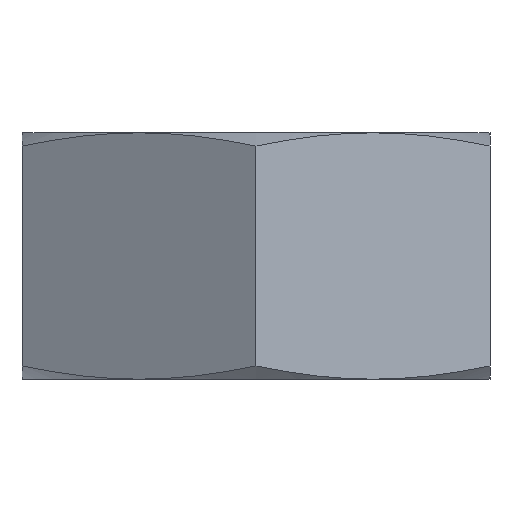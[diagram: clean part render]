
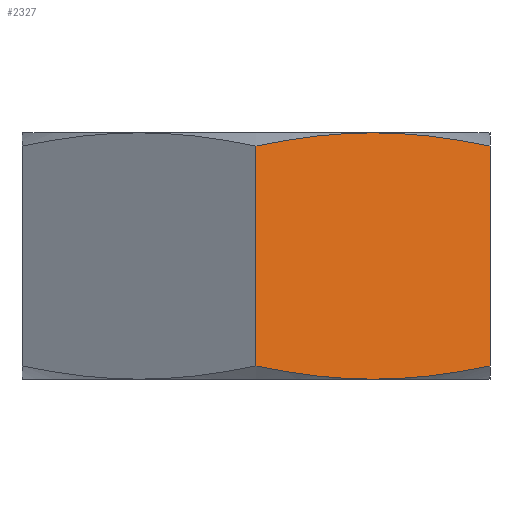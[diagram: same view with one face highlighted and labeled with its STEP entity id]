
A CAD part, front view. The second image highlights one B-rep face of the part: STEP entity #2327.
In plain terms, the highlighted planar face has unit normal (0.5, -0.866, 0).
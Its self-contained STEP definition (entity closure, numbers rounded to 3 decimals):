
#163 = CARTESIAN_POINT ( 'NONE',  ( 4.75, -8.227, -5. ) ) ;
#172 = DIRECTION ( 'NONE',  ( 0., 0., -1. ) ) ;
#198 = CARTESIAN_POINT ( 'NONE',  ( 0., -10.97, -4.465 ) ) ;
#280 = CARTESIAN_POINT ( 'NONE',  ( 1.583, -10.056, 4.767 ) ) ;
#296 = CARTESIAN_POINT ( 'NONE',  ( 0., -10.97, 4.465 ) ) ;
#297 = CARTESIAN_POINT ( 'NONE',  ( 7.917, -6.399, 4.767 ) ) ;
#346 = EDGE_CURVE ( 'NONE', #2773, #784, #1208, .T. ) ;
#357 = CARTESIAN_POINT ( 'NONE',  ( 5.542, -7.77, -5. ) ) ;
#374 = CARTESIAN_POINT ( 'NONE',  ( 9.5, -5.485, -4.465 ) ) ;
#406 = ORIENTED_EDGE ( 'NONE', *, *, #779, .F. ) ;
#408 = CARTESIAN_POINT ( 'NONE',  ( 6.333, -7.313, -4.951 ) ) ;
#582 = EDGE_CURVE ( 'NONE', #3213, #872, #2476, .T. ) ;
#705 = CARTESIAN_POINT ( 'NONE',  ( 0., -10.97, 5. ) ) ;
#779 = EDGE_CURVE ( 'NONE', #784, #872, #1451, .T. ) ;
#784 = VERTEX_POINT ( 'NONE', #3233 ) ;
#831 = CARTESIAN_POINT ( 'NONE',  ( 0., -10.97, 5. ) ) ;
#841 = CARTESIAN_POINT ( 'NONE',  ( 4.75, -8.227, 5. ) ) ;
#872 = VERTEX_POINT ( 'NONE', #2521 ) ;
#916 = EDGE_CURVE ( 'NONE', #2468, #2773, #1732, .T. ) ;
#987 = VECTOR ( 'NONE', #1031, 1000. ) ;
#1018 = CARTESIAN_POINT ( 'NONE',  ( 3.958, -8.684, 5. ) ) ;
#1031 = DIRECTION ( 'NONE',  ( 0., 0., -1. ) ) ;
#1039 = CARTESIAN_POINT ( 'NONE',  ( 8.708, -5.942, 4.631 ) ) ;
#1084 = CARTESIAN_POINT ( 'NONE',  ( 3.958, -8.684, -5. ) ) ;
#1150 = EDGE_LOOP ( 'NONE', ( #3299, #2730, #1951, #406, #2188, #2056 ) ) ;
#1208 = B_SPLINE_CURVE_WITH_KNOTS ( 'NONE', 3,
 ( #2829, #2339, #2079, #297, #1039, #2058 ),
 .UNSPECIFIED., .F., .F.,
 ( 4, 2, 4 ),
 ( 0.005, 0.008, 0.011 ),
 .UNSPECIFIED. ) ;
#1253 = EDGE_CURVE ( 'NONE', #2995, #3213, #2748, .T. ) ;
#1299 = CARTESIAN_POINT ( 'NONE',  ( 4.75, -8.227, 5. ) ) ;
#1303 = CARTESIAN_POINT ( 'NONE',  ( 0., -10.97, 4.465 ) ) ;
#1384 = CARTESIAN_POINT ( 'NONE',  ( 7.917, -6.399, -4.767 ) ) ;
#1451 = LINE ( 'NONE', #2454, #2335 ) ;
#1632 = CARTESIAN_POINT ( 'NONE',  ( 3.167, -9.141, -4.951 ) ) ;
#1732 = B_SPLINE_CURVE_WITH_KNOTS ( 'NONE', 3,
 ( #296, #2598, #280, #3046, #1018, #1299 ),
 .UNSPECIFIED., .F., .F.,
 ( 4, 2, 4 ),
 ( 0., 0.003, 0.005 ),
 .UNSPECIFIED. ) ;
#1931 = PLANE ( 'NONE',  #2481 ) ;
#1951 = ORIENTED_EDGE ( 'NONE', *, *, #582, .T. ) ;
#2006 = CARTESIAN_POINT ( 'NONE',  ( 1.583, -10.056, -4.767 ) ) ;
#2056 = ORIENTED_EDGE ( 'NONE', *, *, #916, .F. ) ;
#2058 = CARTESIAN_POINT ( 'NONE',  ( 9.5, -5.485, 4.465 ) ) ;
#2079 = CARTESIAN_POINT ( 'NONE',  ( 6.333, -7.313, 4.951 ) ) ;
#2176 = DIRECTION ( 'NONE',  ( -0.866, -0.5, 0. ) ) ;
#2178 = EDGE_CURVE ( 'NONE', #2468, #2995, #2859, .T. ) ;
#2188 = ORIENTED_EDGE ( 'NONE', *, *, #346, .F. ) ;
#2253 = CARTESIAN_POINT ( 'NONE',  ( 0., -10.97, -4.465 ) ) ;
#2327 = ADVANCED_FACE ( 'NONE', ( #3225 ), #1931, .F. ) ;
#2335 = VECTOR ( 'NONE', #172, 1000. ) ;
#2339 = CARTESIAN_POINT ( 'NONE',  ( 5.542, -7.77, 5. ) ) ;
#2380 = CARTESIAN_POINT ( 'NONE',  ( 4.75, -8.227, -5. ) ) ;
#2454 = CARTESIAN_POINT ( 'NONE',  ( 9.5, -5.485, 5. ) ) ;
#2468 = VERTEX_POINT ( 'NONE', #1303 ) ;
#2476 = B_SPLINE_CURVE_WITH_KNOTS ( 'NONE', 3,
 ( #163, #357, #408, #1384, #2951, #374 ),
 .UNSPECIFIED., .F., .F.,
 ( 4, 2, 4 ),
 ( 0.005, 0.008, 0.011 ),
 .UNSPECIFIED. ) ;
#2481 = AXIS2_PLACEMENT_3D ( 'NONE', #705, #2935, #2176 ) ;
#2521 = CARTESIAN_POINT ( 'NONE',  ( 9.5, -5.485, -4.465 ) ) ;
#2598 = CARTESIAN_POINT ( 'NONE',  ( 0.792, -10.513, 4.631 ) ) ;
#2730 = ORIENTED_EDGE ( 'NONE', *, *, #1253, .T. ) ;
#2748 = B_SPLINE_CURVE_WITH_KNOTS ( 'NONE', 3,
 ( #2253, #3261, #2006, #1632, #1084, #2380 ),
 .UNSPECIFIED., .F., .F.,
 ( 4, 2, 4 ),
 ( 0., 0.003, 0.005 ),
 .UNSPECIFIED. ) ;
#2773 = VERTEX_POINT ( 'NONE', #841 ) ;
#2829 = CARTESIAN_POINT ( 'NONE',  ( 4.75, -8.227, 5. ) ) ;
#2859 = LINE ( 'NONE', #831, #987 ) ;
#2935 = DIRECTION ( 'NONE',  ( -0.5, 0.866, 0. ) ) ;
#2951 = CARTESIAN_POINT ( 'NONE',  ( 8.708, -5.942, -4.631 ) ) ;
#2995 = VERTEX_POINT ( 'NONE', #198 ) ;
#3046 = CARTESIAN_POINT ( 'NONE',  ( 3.167, -9.141, 4.951 ) ) ;
#3172 = CARTESIAN_POINT ( 'NONE',  ( 4.75, -8.227, -5. ) ) ;
#3213 = VERTEX_POINT ( 'NONE', #3172 ) ;
#3225 = FACE_OUTER_BOUND ( 'NONE', #1150, .T. ) ;
#3233 = CARTESIAN_POINT ( 'NONE',  ( 9.5, -5.485, 4.465 ) ) ;
#3261 = CARTESIAN_POINT ( 'NONE',  ( 0.792, -10.513, -4.631 ) ) ;
#3299 = ORIENTED_EDGE ( 'NONE', *, *, #2178, .T. ) ;
